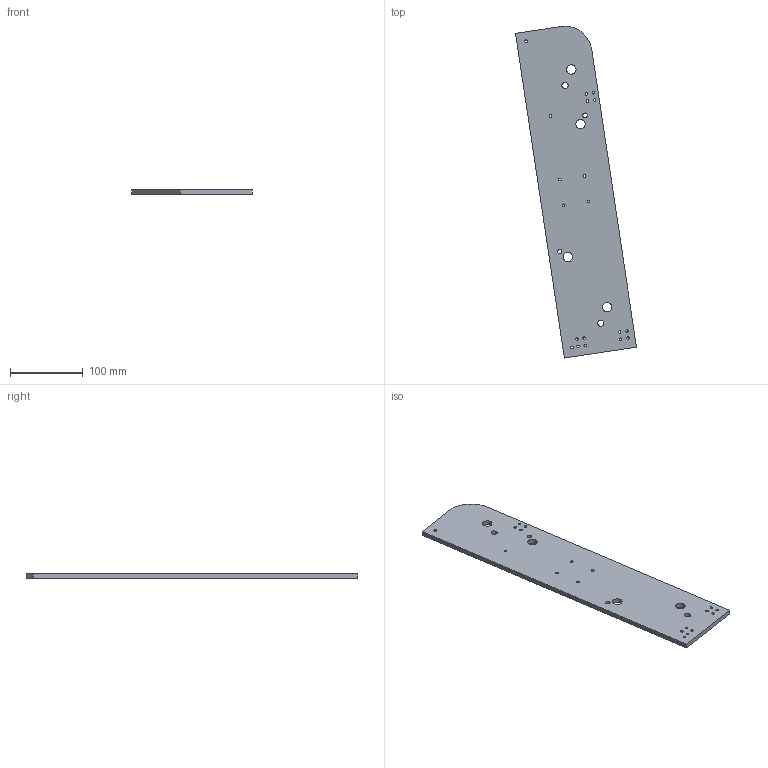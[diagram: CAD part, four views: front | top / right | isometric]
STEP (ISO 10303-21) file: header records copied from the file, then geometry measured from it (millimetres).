
FILE_DESCRIPTION(/* description */ (''),/* implementation_level */ '2;1');
FILE_NAME(/* name */ 'inside wall test.stp',/* time_stamp */ '2019-11-19T20:49:04-05:00',/* author */ ('ball'),/* organization */ (''),/* preprocessor_version */ 'ST-DEVELOPER v18',/* originating_system */ 'Autodesk Inventor 2020',/* authorisation */ '');
FILE_SCHEMA (('AUTOMOTIVE_DESIGN { 1 0 10303 214 3 1 1 }'));
Length unit declared in the file: inch
Products named in the file (1): inside wall
Bounding box: 166.2 x 456.03 x 6.35 mm (x, y, z)
Volume: 279666.3 mm3; surface area: 97910.2 mm2
Topology: 1 solids, 1 shells, 34 faces, 119 edges, 87 vertices
Faces by surface type: cylinder 28, plane 6
Full cylindrical faces by diameter (mm): 3.4 x12, 3.556 x7, 6.096 x1, 6.35 x1, 8.5 x2, 12.903 x4
Entity records: 1517 total; most frequent: DIRECTION 268, CARTESIAN_POINT 241, ORIENTED_EDGE 238, EDGE_CURVE 119, AXIS2_PLACEMENT_3D 114, EDGE_LOOP 88, VERTEX_POINT 87, CIRCLE 79
